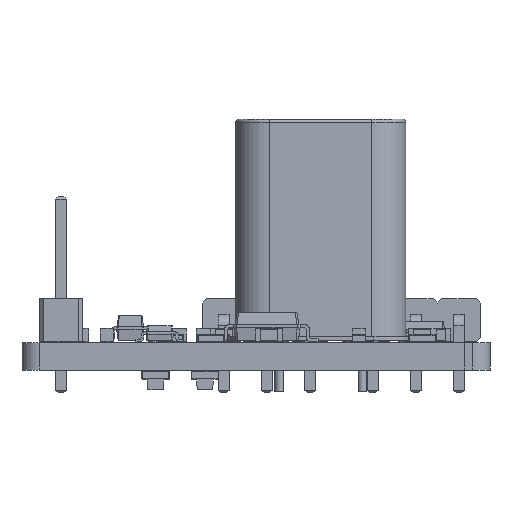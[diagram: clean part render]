
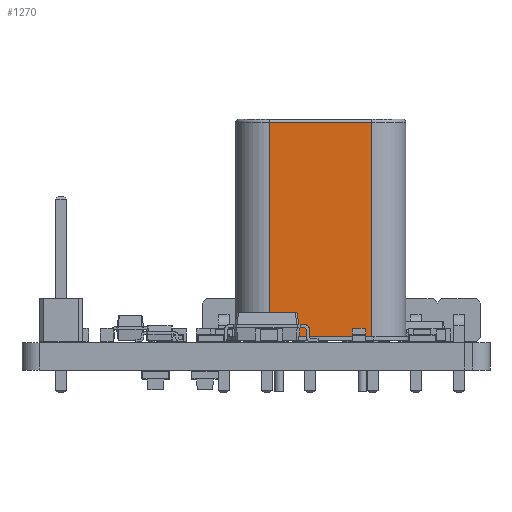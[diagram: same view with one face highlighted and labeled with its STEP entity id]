
A CAD part, front view. The second image highlights one B-rep face of the part: STEP entity #1270.
In plain terms, the highlighted free-form (B-spline) face has degree [1, 1] with [2, 2] control points.
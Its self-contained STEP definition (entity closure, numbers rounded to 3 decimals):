
#242 = B_SPLINE_SURFACE_WITH_KNOTS('',1,1,(
    (#243,#244)
    ,(#245,#246
    )),.UNSPECIFIED.,.F.,.F.,.F.,(2,2),(2,2),(-2.325,8.575),(-4.65,0.),
  .PIECEWISE_BEZIER_KNOTS.);
#243 = CARTESIAN_POINT('',(-3.01,-2.325,0.3));
#244 = CARTESIAN_POINT('',(-3.01,2.325,0.3));
#245 = CARTESIAN_POINT('',(7.89,-2.325,0.3));
#246 = CARTESIAN_POINT('',(7.89,2.325,0.3));
#802 = VERTEX_POINT('',#803);
#803 = CARTESIAN_POINT('',(-0.56,2.,0.3));
#817 = ( BOUNDED_SURFACE() B_SPLINE_SURFACE(2,1,(
    (#818,#819)
    ,(#820,#821)
,(#822,#823
    )),.UNSPECIFIED.,.F.,.F.,.F.) B_SPLINE_SURFACE_WITH_KNOTS((3,3),(2,2
    ),(3.142,4.712),(-12.8,-0.2),
.PIECEWISE_BEZIER_KNOTS.) GEOMETRIC_REPRESENTATION_ITEM() 
RATIONAL_B_SPLINE_SURFACE((
    (1.,1.)
    ,(0.707,0.707)
,(1.,1.))) REPRESENTATION_ITEM('') SURFACE() );
#818 = CARTESIAN_POINT('',(-2.56,0.,12.9));
#819 = CARTESIAN_POINT('',(-2.56,0.,0.3));
#820 = CARTESIAN_POINT('',(-2.56,2.,12.9));
#821 = CARTESIAN_POINT('',(-2.56,2.,0.3));
#822 = CARTESIAN_POINT('',(-0.56,2.,12.9));
#823 = CARTESIAN_POINT('',(-0.56,2.,0.3));
#831 = EDGE_CURVE('',#832,#802,#834,.T.);
#832 = VERTEX_POINT('',#833);
#833 = CARTESIAN_POINT('',(5.44,2.,0.3));
#834 = SURFACE_CURVE('',#835,(#838,#844),.PCURVE_S1.);
#835 = B_SPLINE_CURVE_WITH_KNOTS('',1,(#836,#837),.UNSPECIFIED.,.F.,.F.,
  (2,2),(-6.063,-0.063),.PIECEWISE_BEZIER_KNOTS.);
#836 = CARTESIAN_POINT('',(5.44,2.,0.3));
#837 = CARTESIAN_POINT('',(-0.56,2.,0.3));
#838 = PCURVE('',#242,#839);
#839 = DEFINITIONAL_REPRESENTATION('',(#840),#843);
#840 = B_SPLINE_CURVE_WITH_KNOTS('',1,(#841,#842),.UNSPECIFIED.,.F.,.F.,
  (2,2),(-6.063,-0.063),.PIECEWISE_BEZIER_KNOTS.);
#841 = CARTESIAN_POINT('',(6.125,-0.325));
#842 = CARTESIAN_POINT('',(0.125,-0.325));
#843 = ( GEOMETRIC_REPRESENTATION_CONTEXT(2) 
PARAMETRIC_REPRESENTATION_CONTEXT() REPRESENTATION_CONTEXT('2D SPACE',''
  ) );
#844 = PCURVE('',#845,#850);
#845 = B_SPLINE_SURFACE_WITH_KNOTS('',1,1,(
    (#846,#847)
    ,(#848,#849
    )),.UNSPECIFIED.,.F.,.F.,.F.,(2,2),(2,2),(0.,6.),(-12.8,-0.2),
  .PIECEWISE_BEZIER_KNOTS.);
#846 = CARTESIAN_POINT('',(-0.56,2.,12.9));
#847 = CARTESIAN_POINT('',(-0.56,2.,0.3));
#848 = CARTESIAN_POINT('',(5.44,2.,12.9));
#849 = CARTESIAN_POINT('',(5.44,2.,0.3));
#850 = DEFINITIONAL_REPRESENTATION('',(#851),#854);
#851 = B_SPLINE_CURVE_WITH_KNOTS('',1,(#852,#853),.UNSPECIFIED.,.F.,.F.,
  (2,2),(-6.063,-0.063),.PIECEWISE_BEZIER_KNOTS.);
#852 = CARTESIAN_POINT('',(6.,-0.2));
#853 = CARTESIAN_POINT('',(0.,-0.2));
#854 = ( GEOMETRIC_REPRESENTATION_CONTEXT(2) 
PARAMETRIC_REPRESENTATION_CONTEXT() REPRESENTATION_CONTEXT('2D SPACE',''
  ) );
#872 = ( BOUNDED_SURFACE() B_SPLINE_SURFACE(2,1,(
    (#873,#874)
    ,(#875,#876)
,(#877,#878
    )),.UNSPECIFIED.,.F.,.F.,.F.) B_SPLINE_SURFACE_WITH_KNOTS((3,3),(2,2
    ),(4.712,6.283),(-12.8,-0.2),
.PIECEWISE_BEZIER_KNOTS.) GEOMETRIC_REPRESENTATION_ITEM() 
RATIONAL_B_SPLINE_SURFACE((
    (1.,1.)
    ,(0.707,0.707)
,(1.,1.))) REPRESENTATION_ITEM('') SURFACE() );
#873 = CARTESIAN_POINT('',(5.44,2.,12.9));
#874 = CARTESIAN_POINT('',(5.44,2.,0.3));
#875 = CARTESIAN_POINT('',(7.44,2.,12.9));
#876 = CARTESIAN_POINT('',(7.44,2.,0.3));
#877 = CARTESIAN_POINT('',(7.44,0.,12.9));
#878 = CARTESIAN_POINT('',(7.44,0.,0.3));
#1217 = EDGE_CURVE('',#832,#1218,#1220,.T.);
#1218 = VERTEX_POINT('',#1219);
#1219 = CARTESIAN_POINT('',(5.44,2.,12.9));
#1220 = SURFACE_CURVE('',#1221,(#1224,#1231),.PCURVE_S1.);
#1221 = B_SPLINE_CURVE_WITH_KNOTS('',1,(#1222,#1223),.UNSPECIFIED.,.F.,
  .F.,(2,2),(0.2,12.8),.PIECEWISE_BEZIER_KNOTS.);
#1222 = CARTESIAN_POINT('',(5.44,2.,0.3));
#1223 = CARTESIAN_POINT('',(5.44,2.,12.9));
#1224 = PCURVE('',#872,#1225);
#1225 = DEFINITIONAL_REPRESENTATION('',(#1226),#1230);
#1226 = B_SPLINE_CURVE_WITH_KNOTS('',2,(#1227,#1228,#1229),
  .UNSPECIFIED.,.F.,.F.,(3,3),(0.2,12.8),.PIECEWISE_BEZIER_KNOTS.);
#1227 = CARTESIAN_POINT('',(4.712,-0.2));
#1228 = CARTESIAN_POINT('',(4.712,-6.5));
#1229 = CARTESIAN_POINT('',(4.712,-12.8));
#1230 = ( GEOMETRIC_REPRESENTATION_CONTEXT(2) 
PARAMETRIC_REPRESENTATION_CONTEXT() REPRESENTATION_CONTEXT('2D SPACE',''
  ) );
#1231 = PCURVE('',#845,#1232);
#1232 = DEFINITIONAL_REPRESENTATION('',(#1233),#1236);
#1233 = B_SPLINE_CURVE_WITH_KNOTS('',1,(#1234,#1235),.UNSPECIFIED.,.F.,
  .F.,(2,2),(0.2,12.8),.PIECEWISE_BEZIER_KNOTS.);
#1234 = CARTESIAN_POINT('',(6.,-0.2));
#1235 = CARTESIAN_POINT('',(6.,-12.8));
#1236 = ( GEOMETRIC_REPRESENTATION_CONTEXT(2) 
PARAMETRIC_REPRESENTATION_CONTEXT() REPRESENTATION_CONTEXT('2D SPACE',''
  ) );
#1270 = ADVANCED_FACE('',(#1271),#845,.T.);
#1271 = FACE_BOUND('',#1272,.T.);
#1272 = EDGE_LOOP('',(#1273,#1274,#1295,#1321));
#1273 = ORIENTED_EDGE('',*,*,#831,.T.);
#1274 = ORIENTED_EDGE('',*,*,#1275,.T.);
#1275 = EDGE_CURVE('',#802,#1276,#1278,.T.);
#1276 = VERTEX_POINT('',#1277);
#1277 = CARTESIAN_POINT('',(-0.56,2.,12.9));
#1278 = SURFACE_CURVE('',#1279,(#1282,#1288),.PCURVE_S1.);
#1279 = B_SPLINE_CURVE_WITH_KNOTS('',1,(#1280,#1281),.UNSPECIFIED.,.F.,
  .F.,(2,2),(0.2,12.8),.PIECEWISE_BEZIER_KNOTS.);
#1280 = CARTESIAN_POINT('',(-0.56,2.,0.3));
#1281 = CARTESIAN_POINT('',(-0.56,2.,12.9));
#1282 = PCURVE('',#845,#1283);
#1283 = DEFINITIONAL_REPRESENTATION('',(#1284),#1287);
#1284 = B_SPLINE_CURVE_WITH_KNOTS('',1,(#1285,#1286),.UNSPECIFIED.,.F.,
  .F.,(2,2),(0.2,12.8),.PIECEWISE_BEZIER_KNOTS.);
#1285 = CARTESIAN_POINT('',(0.,-0.2));
#1286 = CARTESIAN_POINT('',(0.,-12.8));
#1287 = ( GEOMETRIC_REPRESENTATION_CONTEXT(2) 
PARAMETRIC_REPRESENTATION_CONTEXT() REPRESENTATION_CONTEXT('2D SPACE',''
  ) );
#1288 = PCURVE('',#817,#1289);
#1289 = DEFINITIONAL_REPRESENTATION('',(#1290),#1294);
#1290 = B_SPLINE_CURVE_WITH_KNOTS('',2,(#1291,#1292,#1293),
  .UNSPECIFIED.,.F.,.F.,(3,3),(0.2,12.8),.PIECEWISE_BEZIER_KNOTS.);
#1291 = CARTESIAN_POINT('',(4.712,-0.2));
#1292 = CARTESIAN_POINT('',(4.712,-6.5));
#1293 = CARTESIAN_POINT('',(4.712,-12.8));
#1294 = ( GEOMETRIC_REPRESENTATION_CONTEXT(2) 
PARAMETRIC_REPRESENTATION_CONTEXT() REPRESENTATION_CONTEXT('2D SPACE',''
  ) );
#1295 = ORIENTED_EDGE('',*,*,#1296,.T.);
#1296 = EDGE_CURVE('',#1276,#1218,#1297,.T.);
#1297 = SURFACE_CURVE('',#1298,(#1301,#1307),.PCURVE_S1.);
#1298 = B_SPLINE_CURVE_WITH_KNOTS('',1,(#1299,#1300),.UNSPECIFIED.,.F.,
  .F.,(2,2),(0.,6.),.PIECEWISE_BEZIER_KNOTS.);
#1299 = CARTESIAN_POINT('',(-0.56,2.,12.9));
#1300 = CARTESIAN_POINT('',(5.44,2.,12.9));
#1301 = PCURVE('',#845,#1302);
#1302 = DEFINITIONAL_REPRESENTATION('',(#1303),#1306);
#1303 = B_SPLINE_CURVE_WITH_KNOTS('',1,(#1304,#1305),.UNSPECIFIED.,.F.,
  .F.,(2,2),(0.,6.),.PIECEWISE_BEZIER_KNOTS.);
#1304 = CARTESIAN_POINT('',(0.,-12.8));
#1305 = CARTESIAN_POINT('',(6.,-12.8));
#1306 = ( GEOMETRIC_REPRESENTATION_CONTEXT(2) 
PARAMETRIC_REPRESENTATION_CONTEXT() REPRESENTATION_CONTEXT('2D SPACE',''
  ) );
#1307 = PCURVE('',#1308,#1315);
#1308 = ( BOUNDED_SURFACE() B_SPLINE_SURFACE(2,1,(
    (#1309,#1310)
    ,(#1311,#1312)
    ,(#1313,#1314
)),.UNSPECIFIED.,.F.,.F.,.F.) B_SPLINE_SURFACE_WITH_KNOTS((3,3),(2,2),(
    0.,1.571),(0.,6.),.PIECEWISE_BEZIER_KNOTS.) 
GEOMETRIC_REPRESENTATION_ITEM() RATIONAL_B_SPLINE_SURFACE((
    (1.,1.)
    ,(0.707,0.707)
,(1.,1.))) REPRESENTATION_ITEM('') SURFACE() );
#1309 = CARTESIAN_POINT('',(-0.56,2.,12.9));
#1310 = CARTESIAN_POINT('',(5.44,2.,12.9));
#1311 = CARTESIAN_POINT('',(-0.56,2.,13.1));
#1312 = CARTESIAN_POINT('',(5.44,2.,13.1));
#1313 = CARTESIAN_POINT('',(-0.56,1.8,13.1));
#1314 = CARTESIAN_POINT('',(5.44,1.8,13.1));
#1315 = DEFINITIONAL_REPRESENTATION('',(#1316),#1320);
#1316 = B_SPLINE_CURVE_WITH_KNOTS('',2,(#1317,#1318,#1319),
  .UNSPECIFIED.,.F.,.F.,(3,3),(0.,6.),.PIECEWISE_BEZIER_KNOTS.);
#1317 = CARTESIAN_POINT('',(0.,0.));
#1318 = CARTESIAN_POINT('',(0.,3.));
#1319 = CARTESIAN_POINT('',(0.,6.));
#1320 = ( GEOMETRIC_REPRESENTATION_CONTEXT(2) 
PARAMETRIC_REPRESENTATION_CONTEXT() REPRESENTATION_CONTEXT('2D SPACE',''
  ) );
#1321 = ORIENTED_EDGE('',*,*,#1217,.F.);
